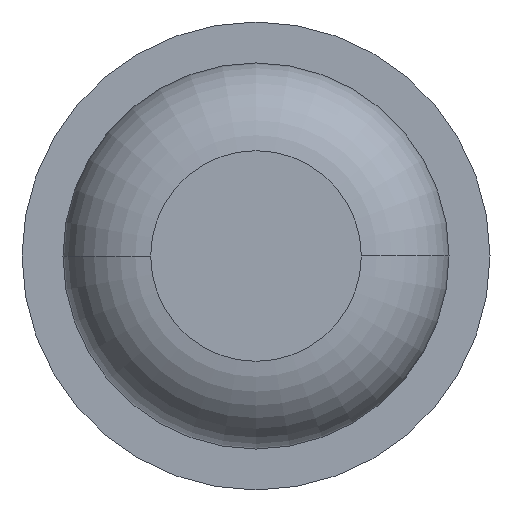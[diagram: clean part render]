
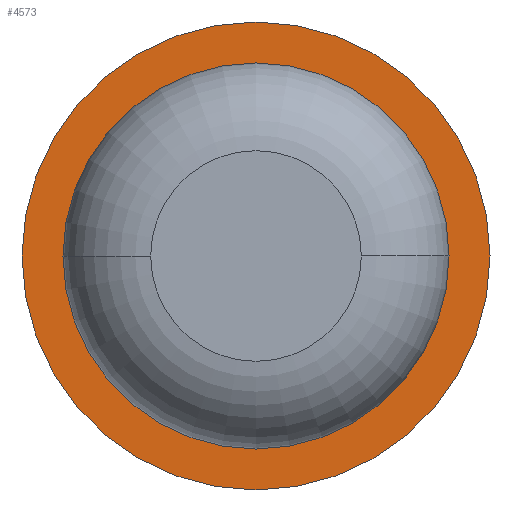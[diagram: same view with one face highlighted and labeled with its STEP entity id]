
A CAD part, front view. The second image highlights one B-rep face of the part: STEP entity #4573.
In plain terms, the highlighted planar face has unit normal (0, -1, 0).
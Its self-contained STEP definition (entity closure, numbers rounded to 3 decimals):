
#40 = DIRECTION ( 'NONE',  ( 0., 1., 0. ) ) ;
#106 = CIRCLE ( 'NONE', #2259, 1. ) ;
#250 = EDGE_CURVE ( 'Defeature ausgef�hrt1_6+Defeature ausgef�hrt1_5+Defeature ausgef�hrt1_5+Defeature ausgef�hrt1_5', #1567, #931, #106, .T. ) ;
#410 = ORIENTED_EDGE ( 'NONE', *, *, #5234, .T. ) ;
#422 = DIRECTION ( 'NONE',  ( -1., 0., 0. ) ) ;
#554 = EDGE_CURVE ( 'Defeature ausgef�hrt1_5+Defeature ausgef�hrt1_0+Defeature ausgef�hrt1_0+Defeature ausgef�hrt1_0', #2942, #4538, #4579, .T. ) ;
#801 = CARTESIAN_POINT ( 'NONE',  ( 0.825, -7., 0. ) ) ;
#931 = VERTEX_POINT ( 'NONE', #1248 ) ;
#1041 = EDGE_LOOP ( 'NONE', ( #4114, #3891 ) ) ;
#1248 = CARTESIAN_POINT ( 'NONE',  ( -1., -7., 0. ) ) ;
#1475 = CARTESIAN_POINT ( 'NONE',  ( 1., -7., 0. ) ) ;
#1510 = DIRECTION ( 'NONE',  ( -1., 0., 0. ) ) ;
#1567 = VERTEX_POINT ( 'NONE', #1475 ) ;
#1604 = AXIS2_PLACEMENT_3D ( 'NONE', #5146, #5184, #4284 ) ;
#1643 = DIRECTION ( 'NONE',  ( 0., 1., 0. ) ) ;
#1939 = CARTESIAN_POINT ( 'NONE',  ( 0., -7., 0. ) ) ;
#1947 = DIRECTION ( 'NONE',  ( 0., 1., 0. ) ) ;
#2259 = AXIS2_PLACEMENT_3D ( 'NONE', #2577, #40, #422 ) ;
#2308 = ORIENTED_EDGE ( 'NONE', *, *, #554, .T. ) ;
#2464 = DIRECTION ( 'NONE',  ( -1., 0., 0. ) ) ;
#2577 = CARTESIAN_POINT ( 'NONE',  ( 0., -7., 0. ) ) ;
#2694 = EDGE_LOOP ( 'NONE', ( #2308, #410 ) ) ;
#2698 = AXIS2_PLACEMENT_3D ( 'NONE', #3674, #1947, #4079 ) ;
#2729 = CARTESIAN_POINT ( 'NONE',  ( -0.825, -7., 0. ) ) ;
#2741 = CIRCLE ( 'NONE', #5494, 1. ) ;
#2942 = VERTEX_POINT ( 'NONE', #2729 ) ;
#3460 = FACE_OUTER_BOUND ( 'NONE', #1041, .T. ) ;
#3674 = CARTESIAN_POINT ( 'NONE',  ( 0., -7., 0. ) ) ;
#3867 = AXIS2_PLACEMENT_3D ( 'NONE', #4199, #1643, #2464 ) ;
#3891 = ORIENTED_EDGE ( 'NONE', *, *, #250, .F. ) ;
#4079 = DIRECTION ( 'NONE',  ( -1., 0., 0. ) ) ;
#4090 = DIRECTION ( 'NONE',  ( 0., 1., 0. ) ) ;
#4114 = ORIENTED_EDGE ( 'NONE', *, *, #4336, .F. ) ;
#4199 = CARTESIAN_POINT ( 'NONE',  ( 0., -7., 0. ) ) ;
#4284 = DIRECTION ( 'NONE',  ( -1., 0., 0. ) ) ;
#4300 = PLANE ( 'NONE',  #1604 ) ;
#4336 = EDGE_CURVE ( 'Defeature ausgef�hrt1_6+Defeature ausgef�hrt1_5+Defeature ausgef�hrt1_5+Defeature ausgef�hrt1_5', #931, #1567, #2741, .T. ) ;
#4538 = VERTEX_POINT ( 'NONE', #801 ) ;
#4573 = ADVANCED_FACE ( 'Defeature ausgef�hrt1_5', ( #3460, #4639 ), #4300, .F. ) ;
#4579 = CIRCLE ( 'NONE', #2698, 0.825 ) ;
#4639 = FACE_BOUND ( 'NONE', #2694, .T. ) ;
#5111 = CIRCLE ( 'NONE', #3867, 0.825 ) ;
#5146 = CARTESIAN_POINT ( 'NONE',  ( 0.825, -7., 0. ) ) ;
#5184 = DIRECTION ( 'NONE',  ( 0., 1., 0. ) ) ;
#5234 = EDGE_CURVE ( 'Defeature ausgef�hrt1_5+Defeature ausgef�hrt1_0+Defeature ausgef�hrt1_0+Defeature ausgef�hrt1_0', #4538, #2942, #5111, .T. ) ;
#5494 = AXIS2_PLACEMENT_3D ( 'NONE', #1939, #4090, #1510 ) ;
